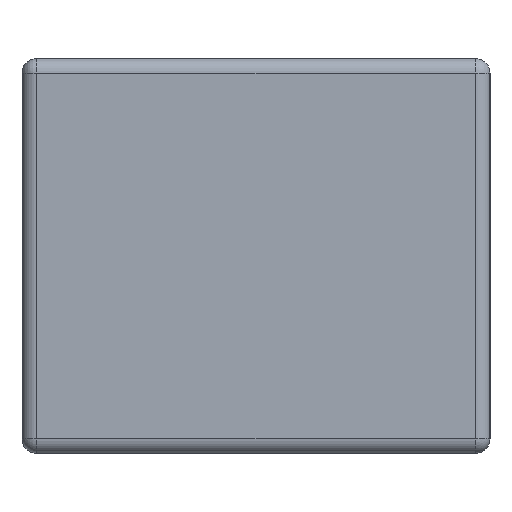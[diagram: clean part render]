
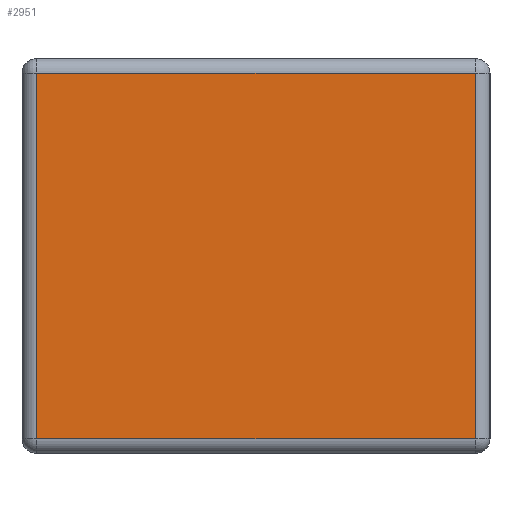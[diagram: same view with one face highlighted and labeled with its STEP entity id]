
A CAD part, left-side view. The second image highlights one B-rep face of the part: STEP entity #2951.
In plain terms, the highlighted planar face has unit normal (-1, 0, 0).
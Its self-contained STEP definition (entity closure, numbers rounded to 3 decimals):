
#128 = VERTEX_POINT ( 'NONE', #3165 ) ;
#142 = LINE ( 'NONE', #993, #2844 ) ;
#144 = VECTOR ( 'NONE', #2691, 1000. ) ;
#211 = AXIS2_PLACEMENT_3D ( 'NONE', #3019, #1877, #1070 ) ;
#314 = VECTOR ( 'NONE', #2611, 1000. ) ;
#357 = ORIENTED_EDGE ( 'NONE', *, *, #3090, .T. ) ;
#561 = EDGE_LOOP ( 'NONE', ( #2533, #2334, #1408, #357 ) ) ;
#568 = CARTESIAN_POINT ( 'NONE',  ( -1.6, -0.8, 0.05 ) ) ;
#843 = VERTEX_POINT ( 'NONE', #2345 ) ;
#880 = CARTESIAN_POINT ( 'NONE',  ( -1.6, 0.75, 0. ) ) ;
#993 = CARTESIAN_POINT ( 'NONE',  ( -1.6, -0.75, 1.35 ) ) ;
#1015 = LINE ( 'NONE', #3223, #144 ) ;
#1070 = DIRECTION ( 'NONE',  ( 0., 0., 1. ) ) ;
#1342 = PLANE ( 'NONE',  #211 ) ;
#1343 = LINE ( 'NONE', #568, #3556 ) ;
#1408 = ORIENTED_EDGE ( 'NONE', *, *, #2003, .T. ) ;
#1686 = DIRECTION ( 'NONE',  ( 0., -1., 0. ) ) ;
#1877 = DIRECTION ( 'NONE',  ( -1., 0., 0. ) ) ;
#2003 = EDGE_CURVE ( 'NONE', #3149, #2889, #1343, .T. ) ;
#2173 = EDGE_CURVE ( 'NONE', #128, #843, #1015, .T. ) ;
#2286 = EDGE_CURVE ( 'NONE', #843, #3149, #2595, .T. ) ;
#2334 = ORIENTED_EDGE ( 'NONE', *, *, #2286, .T. ) ;
#2345 = CARTESIAN_POINT ( 'NONE',  ( -1.6, 0.75, 1.3 ) ) ;
#2533 = ORIENTED_EDGE ( 'NONE', *, *, #2173, .T. ) ;
#2595 = LINE ( 'NONE', #880, #314 ) ;
#2611 = DIRECTION ( 'NONE',  ( 0., 0., -1. ) ) ;
#2691 = DIRECTION ( 'NONE',  ( 0., 1., 0. ) ) ;
#2844 = VECTOR ( 'NONE', #3528, 1000. ) ;
#2889 = VERTEX_POINT ( 'NONE', #3208 ) ;
#2951 = ADVANCED_FACE ( 'NONE', ( #3263 ), #1342, .T. ) ;
#2955 = CARTESIAN_POINT ( 'NONE',  ( -1.6, 0.75, 0.05 ) ) ;
#3019 = CARTESIAN_POINT ( 'NONE',  ( -1.6, 0., 1.35 ) ) ;
#3090 = EDGE_CURVE ( 'NONE', #2889, #128, #142, .T. ) ;
#3149 = VERTEX_POINT ( 'NONE', #2955 ) ;
#3165 = CARTESIAN_POINT ( 'NONE',  ( -1.6, -0.75, 1.3 ) ) ;
#3208 = CARTESIAN_POINT ( 'NONE',  ( -1.6, -0.75, 0.05 ) ) ;
#3223 = CARTESIAN_POINT ( 'NONE',  ( -1.6, 0., 1.3 ) ) ;
#3263 = FACE_OUTER_BOUND ( 'NONE', #561, .T. ) ;
#3528 = DIRECTION ( 'NONE',  ( 0., 0., 1. ) ) ;
#3556 = VECTOR ( 'NONE', #1686, 1000. ) ;
